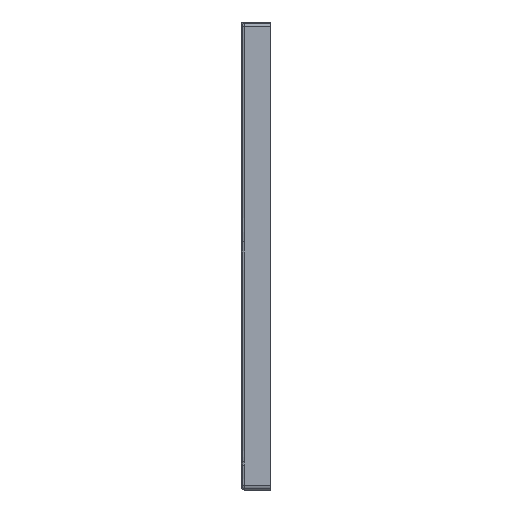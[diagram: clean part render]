
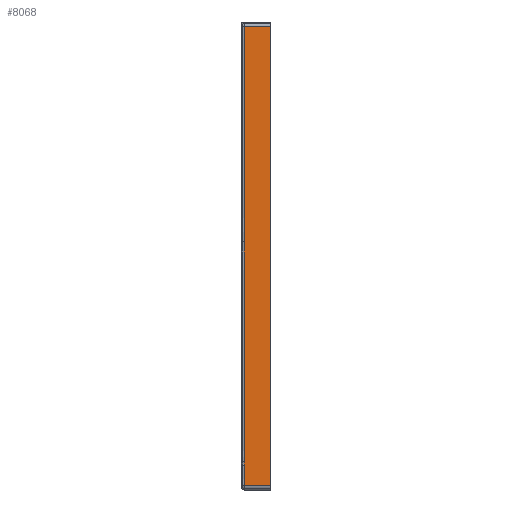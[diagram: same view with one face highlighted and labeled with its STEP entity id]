
A CAD part, left-side view. The second image highlights one B-rep face of the part: STEP entity #8068.
In plain terms, the highlighted planar face has unit normal (-1, 0, 0).
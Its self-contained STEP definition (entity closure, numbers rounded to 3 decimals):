
#1597=CARTESIAN_POINT('',(-700.,-5.118,45.));
#1598=CARTESIAN_POINT('',(-700.,-5.118,44.166));
#1599=CARTESIAN_POINT('',(-700.,-5.118,42.496));
#1600=CARTESIAN_POINT('',(-700.,-5.118,40.827));
#1601=CARTESIAN_POINT('',(-700.,-5.118,39.993));
#1603=CARTESIAN_POINT('',(-700.,-5.052,397.502));
#1604=CARTESIAN_POINT('',(-700.,-5.056,
379.438));
#1605=CARTESIAN_POINT('',(-700.,-5.065,
344.804));
#1606=CARTESIAN_POINT('',(-700.,-5.077,297.695));
#1607=CARTESIAN_POINT('',(-700.,-5.088,254.334));
#1608=CARTESIAN_POINT('',(-700.,-5.097,214.723));
#1609=CARTESIAN_POINT('',(-700.,-5.104,178.144));
#1610=CARTESIAN_POINT('',(-700.,-5.11,145.328));
#1611=CARTESIAN_POINT('',(-700.,-5.114,114.123));
#1612=CARTESIAN_POINT('',(-700.,-5.117,
81.744));
#1613=CARTESIAN_POINT('',(-700.,-5.118,
57.578));
#1614=CARTESIAN_POINT('',(-700.,-5.118,45.));
#1616=CARTESIAN_POINT('',(-700.,-5.,743.));
#1617=CARTESIAN_POINT('',(-700.,-5.,735.519));
#1618=CARTESIAN_POINT('',(-700.,-5.,719.959));
#1619=CARTESIAN_POINT('',(-700.,-5.002,696.025));
#1620=CARTESIAN_POINT('',(-700.,-5.004,667.905));
#1621=CARTESIAN_POINT('',(-700.,-5.007,636.181));
#1622=CARTESIAN_POINT('',(-700.,-5.011,601.175));
#1623=CARTESIAN_POINT('',(-700.,-5.017,564.463));
#1624=CARTESIAN_POINT('',(-700.,-5.023,526.76));
#1625=CARTESIAN_POINT('',(-700.,-5.031,487.391));
#1626=CARTESIAN_POINT('',(-700.,-5.041,445.173));
#1627=CARTESIAN_POINT('',(-700.,-5.048,413.85));
#1628=CARTESIAN_POINT('',(-700.,-5.052,397.502));
#1630=DIRECTION('',(0.,-1.,0.));
#1631=VECTOR('',#1630,43.);
#1632=CARTESIAN_POINT('',(-700.,-5.,743.));
#1633=LINE('',#1632,#1631);
#1634=DIRECTION('',(0.,-1.,0.));
#1635=VECTOR('',#1634,42.98);
#1636=CARTESIAN_POINT('',(-700.,-5.02,7.));
#1637=LINE('',#1636,#1635);
#1638=CARTESIAN_POINT('',(-700.,-5.118,39.993));
#1639=CARTESIAN_POINT('',(-700.,-5.107,36.536));
#1640=CARTESIAN_POINT('',(-700.,-5.087,29.487));
#1641=CARTESIAN_POINT('',(-700.,-5.055,18.745));
#1642=CARTESIAN_POINT('',(-700.,-5.032,10.987));
#1643=CARTESIAN_POINT('',(-700.,-5.02,7.));
#2296=DIRECTION('',(0.,0.,1.));
#2297=VECTOR('',#2296,736.);
#2298=CARTESIAN_POINT('',(-700.,-48.,7.));
#2299=LINE('',#2298,#2297);
#4390=CARTESIAN_POINT('',(-700.,-48.,7.));
#4391=CARTESIAN_POINT('',(-700.,-48.,743.));
#4392=VERTEX_POINT('',#4390);
#4393=VERTEX_POINT('',#4391);
#4402=VERTEX_POINT('',#1597);
#4403=VERTEX_POINT('',#1601);
#4404=VERTEX_POINT('',#1603);
#4406=VERTEX_POINT('',#1616);
#4415=CARTESIAN_POINT('',(-700.,-5.02,7.));
#4416=VERTEX_POINT('',#4415);
#8049=CARTESIAN_POINT('',(-700.,0.,0.));
#8050=DIRECTION('',(-1.,0.,0.));
#8051=DIRECTION('',(0.,0.,1.));
#8052=AXIS2_PLACEMENT_3D('',#8049,#8050,#8051);
#8053=PLANE('',#8052);
#8054=ORIENTED_EDGE('',*,*,#7975,.F.);
#8055=ORIENTED_EDGE('',*,*,#8039,.F.);
#8057=ORIENTED_EDGE('',*,*,#8056,.F.);
#8059=ORIENTED_EDGE('',*,*,#8058,.T.);
#8061=ORIENTED_EDGE('',*,*,#8060,.F.);
#8063=ORIENTED_EDGE('',*,*,#8062,.F.);
#8065=ORIENTED_EDGE('',*,*,#8064,.F.);
#8066=EDGE_LOOP('',(#8054,#8055,#8057,#8059,#8061,#8063,#8065));
#8067=FACE_OUTER_BOUND('',#8066,.F.);
#8068=ADVANCED_FACE('',(#8067),#8053,.T.);
#1602=B_SPLINE_CURVE_WITH_KNOTS('',3,(#1597,#1598,#1599,#1600,#1601),
.UNSPECIFIED.,.F.,.F.,(4,1,4),(0.,0.5,1.),.UNSPECIFIED.);
#1615=B_SPLINE_CURVE_WITH_KNOTS('',3,(#1603,#1604,#1605,#1606,#1607,#1608,#1609,
#1610,#1611,#1612,#1613,#1614),.UNSPECIFIED.,.F.,.F.,(4,1,1,1,1,1,1,1,1,4),
(0.,0.111,0.222,0.333,0.444,
0.556,0.667,0.778,0.889,1.),
.UNSPECIFIED.);
#1629=B_SPLINE_CURVE_WITH_KNOTS('',3,(#1616,#1617,#1618,#1619,#1620,#1621,#1622,
#1623,#1624,#1625,#1626,#1627,#1628),.UNSPECIFIED.,.F.,.F.,(4,1,1,1,1,1,1,1,1,1,
4),(0.,0.1,0.2,0.3,0.4,0.5,0.6,0.7,0.8,0.9,1.),
.UNSPECIFIED.);
#1644=B_SPLINE_CURVE_WITH_KNOTS('',3,(#1638,#1639,#1640,#1641,#1642,#1643),
.UNSPECIFIED.,.F.,.F.,(4,1,1,4),(0.,0.333,0.667,1.),
.UNSPECIFIED.);
#7975=EDGE_CURVE('',#4402,#4403,#1602,.T.);
#8039=EDGE_CURVE('',#4404,#4402,#1615,.T.);
#8056=EDGE_CURVE('',#4406,#4404,#1629,.T.);
#8058=EDGE_CURVE('',#4406,#4393,#1633,.T.);
#8060=EDGE_CURVE('',#4392,#4393,#2299,.T.);
#8062=EDGE_CURVE('',#4416,#4392,#1637,.T.);
#8064=EDGE_CURVE('',#4403,#4416,#1644,.T.);
